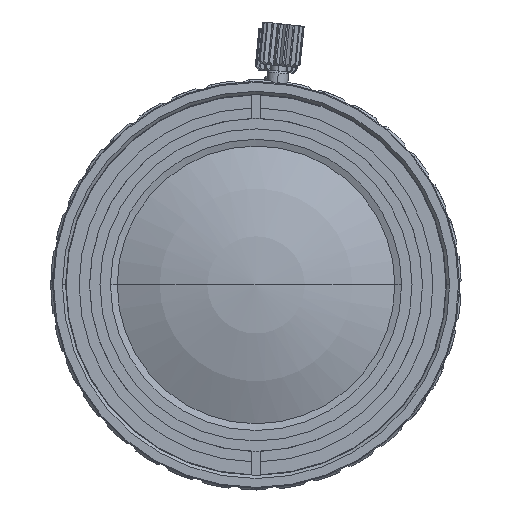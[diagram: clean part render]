
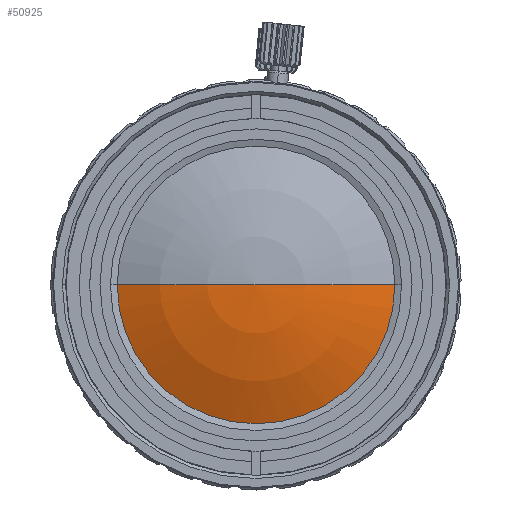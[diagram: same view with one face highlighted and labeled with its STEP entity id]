
A CAD part, left-side view. The second image highlights one B-rep face of the part: STEP entity #50925.
In plain terms, the highlighted spherical face has radius 33 mm.
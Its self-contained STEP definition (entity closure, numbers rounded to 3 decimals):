
#50925 = ADVANCED_FACE('',(#50926),#50955,.T.);
#50926 = FACE_BOUND('',#50927,.T.);
#50927 = EDGE_LOOP('',(#50928,#50939,#50948));
#50928 = ORIENTED_EDGE('',*,*,#50929,.T.);
#50929 = EDGE_CURVE('',#50930,#50932,#50934,.T.);
#50930 = VERTEX_POINT('',#50931);
#50931 = CARTESIAN_POINT('',(-36.221,0.,0.));
#50932 = VERTEX_POINT('',#50933);
#50933 = CARTESIAN_POINT('',(-33.288,13.6,0.));
#50934 = CIRCLE('',#50935,33.);
#50935 = AXIS2_PLACEMENT_3D('',#50936,#50937,#50938);
#50936 = CARTESIAN_POINT('',(-3.221,0.,0.));
#50937 = DIRECTION('',(0.,0.,-1.));
#50938 = DIRECTION('',(-1.,0.,0.));
#50939 = ORIENTED_EDGE('',*,*,#50940,.T.);
#50940 = EDGE_CURVE('',#50932,#50941,#50943,.T.);
#50941 = VERTEX_POINT('',#50942);
#50942 = CARTESIAN_POINT('',(-33.288,-13.6,0.));
#50943 = CIRCLE('',#50944,13.6);
#50944 = AXIS2_PLACEMENT_3D('',#50945,#50946,#50947);
#50945 = CARTESIAN_POINT('',(-33.288,0.,0.));
#50946 = DIRECTION('',(-1.,0.,0.));
#50947 = DIRECTION('',(0.,1.,0.));
#50948 = ORIENTED_EDGE('',*,*,#50949,.T.);
#50949 = EDGE_CURVE('',#50941,#50930,#50950,.T.);
#50950 = CIRCLE('',#50951,33.);
#50951 = AXIS2_PLACEMENT_3D('',#50952,#50953,#50954);
#50952 = CARTESIAN_POINT('',(-3.221,0.,0.));
#50953 = DIRECTION('',(0.,0.,-1.));
#50954 = DIRECTION('',(-0.911,-0.412,-0.));
#50955 = SPHERICAL_SURFACE('',#50956,33.);
#50956 = AXIS2_PLACEMENT_3D('',#50957,#50958,#50959);
#50957 = CARTESIAN_POINT('',(-3.221,0.,0.));
#50958 = DIRECTION('',(1.,0.,0.));
#50959 = DIRECTION('',(0.,-1.,0.));
